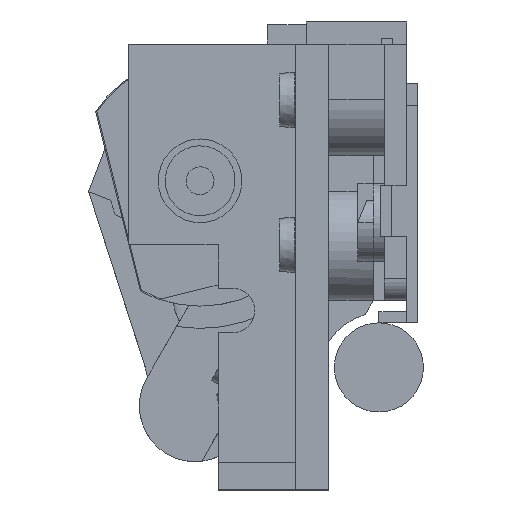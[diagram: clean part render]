
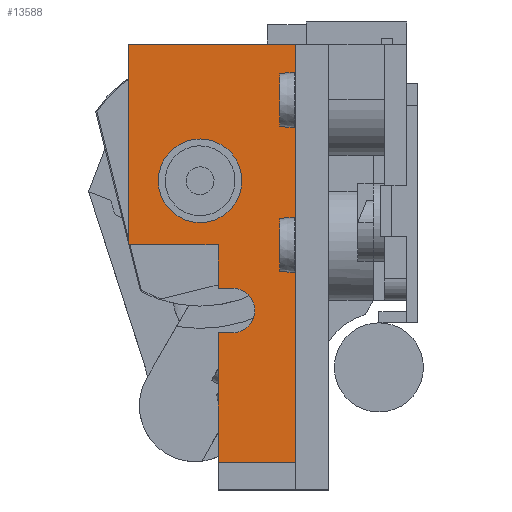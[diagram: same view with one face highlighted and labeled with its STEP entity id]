
A CAD part, left-side view. The second image highlights one B-rep face of the part: STEP entity #13588.
In plain terms, the highlighted face is planar.
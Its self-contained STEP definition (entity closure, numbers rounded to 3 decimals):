
#58 = DIRECTION ( 'NONE',  ( 1., 0., 0. ) ) ;
#84 = CARTESIAN_POINT ( 'NONE',  ( -5., 18., -18. ) ) ;
#347 = VERTEX_POINT ( 'NONE', #16964 ) ;
#375 = VERTEX_POINT ( 'NONE', #12000 ) ;
#522 = DIRECTION ( 'NONE',  ( 0., -1., 0. ) ) ;
#527 = DIRECTION ( 'NONE',  ( 0., 0., -1. ) ) ;
#548 = DIRECTION ( 'NONE',  ( 1., 0., 0. ) ) ;
#655 = LINE ( 'NONE', #13623, #5644 ) ;
#1103 = VECTOR ( 'NONE', #522, 1000. ) ;
#1251 = VERTEX_POINT ( 'NONE', #4345 ) ;
#1877 = CIRCLE ( 'NONE', #7936, 3.75 ) ;
#1961 = VERTEX_POINT ( 'NONE', #11383 ) ;
#1992 = CARTESIAN_POINT ( 'NONE',  ( -5., 18., 0. ) ) ;
#2221 = LINE ( 'NONE', #10126, #2687 ) ;
#2378 = CARTESIAN_POINT ( 'NONE',  ( -5., 18., -18. ) ) ;
#2565 = CARTESIAN_POINT ( 'NONE',  ( -5., 3., -13. ) ) ;
#2687 = VECTOR ( 'NONE', #8659, 1000. ) ;
#2909 = CARTESIAN_POINT ( 'NONE',  ( -5., 8.642, 7.894 ) ) ;
#3323 = DIRECTION ( 'NONE',  ( 0., 0., -1. ) ) ;
#3470 = DIRECTION ( 'NONE',  ( 0., 0., -1. ) ) ;
#3493 = DIRECTION ( 'NONE',  ( 0., 1., 0. ) ) ;
#3548 = CARTESIAN_POINT ( 'NONE',  ( -5., 3., -18. ) ) ;
#3561 = ORIENTED_EDGE ( 'NONE', *, *, #12681, .F. ) ;
#3618 = EDGE_CURVE ( 'NONE', #4323, #12543, #15970, .T. ) ;
#3710 = CARTESIAN_POINT ( 'NONE',  ( -5., 9.928, 19.5 ) ) ;
#3736 = CIRCLE ( 'NONE', #12201, 3.75 ) ;
#3809 = CARTESIAN_POINT ( 'NONE',  ( -5., 8.642, 5.894 ) ) ;
#4005 = ORIENTED_EDGE ( 'NONE', *, *, #4344, .F. ) ;
#4323 = VERTEX_POINT ( 'NONE', #13025 ) ;
#4344 = EDGE_CURVE ( 'NONE', #1251, #19469, #3736, .T. ) ;
#4345 = CARTESIAN_POINT ( 'NONE',  ( -5., 11.545, -9.5 ) ) ;
#4620 = FACE_OUTER_BOUND ( 'NONE', #13065, .T. ) ;
#4719 = DIRECTION ( 'NONE',  ( 0., 0., 1. ) ) ;
#4930 = DIRECTION ( 'NONE',  ( 0., 0., 1. ) ) ;
#5354 = VERTEX_POINT ( 'NONE', #2909 ) ;
#5644 = VECTOR ( 'NONE', #3493, 1000. ) ;
#5710 = EDGE_CURVE ( 'NONE', #13716, #9249, #9314, .T. ) ;
#6302 = VECTOR ( 'NONE', #4719, 1000. ) ;
#6549 = CIRCLE ( 'NONE', #18358, 2. ) ;
#6947 = VECTOR ( 'NONE', #15258, 1000. ) ;
#7353 = VERTEX_POINT ( 'NONE', #17137 ) ;
#7424 = DIRECTION ( 'NONE',  ( 0., 0., 1. ) ) ;
#7517 = ORIENTED_EDGE ( 'NONE', *, *, #12947, .T. ) ;
#7918 = ORIENTED_EDGE ( 'NONE', *, *, #8901, .F. ) ;
#7936 = AXIS2_PLACEMENT_3D ( 'NONE', #8433, #18262, #527 ) ;
#7996 = CARTESIAN_POINT ( 'NONE',  ( -5., 9.928, 19.5 ) ) ;
#8205 = DIRECTION ( 'NONE',  ( -1., 0., 0. ) ) ;
#8433 = CARTESIAN_POINT ( 'NONE',  ( -5., 11.545, -5.75 ) ) ;
#8531 = ORIENTED_EDGE ( 'NONE', *, *, #13621, .T. ) ;
#8630 = ORIENTED_EDGE ( 'NONE', *, *, #17461, .T. ) ;
#8659 = DIRECTION ( 'NONE',  ( 0., -1., 0. ) ) ;
#8901 = EDGE_CURVE ( 'NONE', #5354, #1961, #6549, .T. ) ;
#9249 = VERTEX_POINT ( 'NONE', #9791 ) ;
#9280 = EDGE_CURVE ( 'NONE', #4323, #375, #11395, .T. ) ;
#9314 = LINE ( 'NONE', #2565, #20036 ) ;
#9758 = ORIENTED_EDGE ( 'NONE', *, *, #5710, .F. ) ;
#9791 = CARTESIAN_POINT ( 'NONE',  ( -5., 3., 19.5 ) ) ;
#9883 = DIRECTION ( 'NONE',  ( 0., 0., 1. ) ) ;
#10126 = CARTESIAN_POINT ( 'NONE',  ( -5., 8.642, 7.894 ) ) ;
#10506 = EDGE_CURVE ( 'NONE', #19469, #1251, #1877, .T. ) ;
#10848 = ORIENTED_EDGE ( 'NONE', *, *, #9280, .T. ) ;
#11383 = CARTESIAN_POINT ( 'NONE',  ( -5., 8.642, 3.894 ) ) ;
#11395 = LINE ( 'NONE', #1992, #1103 ) ;
#11795 = EDGE_CURVE ( 'NONE', #1961, #347, #655, .T. ) ;
#12000 = CARTESIAN_POINT ( 'NONE',  ( -5., 9.928, 0. ) ) ;
#12201 = AXIS2_PLACEMENT_3D ( 'NONE', #17811, #58, #3323 ) ;
#12226 = VECTOR ( 'NONE', #3470, 1000. ) ;
#12543 = VERTEX_POINT ( 'NONE', #13571 ) ;
#12681 = EDGE_CURVE ( 'NONE', #12543, #13716, #20239, .T. ) ;
#12947 = EDGE_CURVE ( 'NONE', #16517, #9249, #18499, .T. ) ;
#13025 = CARTESIAN_POINT ( 'NONE',  ( -5., 18., 0. ) ) ;
#13065 = EDGE_LOOP ( 'NONE', ( #7918, #20007, #8531, #7517, #9758, #3561, #18739, #10848, #8630, #14887 ) ) ;
#13571 = CARTESIAN_POINT ( 'NONE',  ( -5., 18., -18. ) ) ;
#13588 = ADVANCED_FACE ( 'NONE', ( #14638, #4620 ), #19096, .F. ) ;
#13621 = EDGE_CURVE ( 'NONE', #7353, #16517, #20797, .T. ) ;
#13623 = CARTESIAN_POINT ( 'NONE',  ( -5., 9.928, 3.894 ) ) ;
#13716 = VERTEX_POINT ( 'NONE', #3548 ) ;
#14638 = FACE_BOUND ( 'NONE', #15825, .T. ) ;
#14887 = ORIENTED_EDGE ( 'NONE', *, *, #11795, .F. ) ;
#15258 = DIRECTION ( 'NONE',  ( 0., -1., 0. ) ) ;
#15279 = VECTOR ( 'NONE', #9883, 1000. ) ;
#15825 = EDGE_LOOP ( 'NONE', ( #4005, #20257 ) ) ;
#15970 = LINE ( 'NONE', #20637, #12226 ) ;
#16176 = DIRECTION ( 'NONE',  ( 0., 0., -1. ) ) ;
#16517 = VERTEX_POINT ( 'NONE', #20457 ) ;
#16651 = CARTESIAN_POINT ( 'NONE',  ( -5., 9.928, 19.5 ) ) ;
#16964 = CARTESIAN_POINT ( 'NONE',  ( -5., 9.928, 3.894 ) ) ;
#17137 = CARTESIAN_POINT ( 'NONE',  ( -5., 9.928, 7.894 ) ) ;
#17461 = EDGE_CURVE ( 'NONE', #375, #347, #18240, .T. ) ;
#17788 = AXIS2_PLACEMENT_3D ( 'NONE', #84, #8205, #4930 ) ;
#17811 = CARTESIAN_POINT ( 'NONE',  ( -5., 11.545, -5.75 ) ) ;
#18240 = LINE ( 'NONE', #16651, #15279 ) ;
#18262 = DIRECTION ( 'NONE',  ( 1., 0., 0. ) ) ;
#18287 = DIRECTION ( 'NONE',  ( 0., -1., 0. ) ) ;
#18358 = AXIS2_PLACEMENT_3D ( 'NONE', #3809, #548, #16176 ) ;
#18499 = LINE ( 'NONE', #3710, #19781 ) ;
#18739 = ORIENTED_EDGE ( 'NONE', *, *, #3618, .F. ) ;
#19096 = PLANE ( 'NONE',  #17788 ) ;
#19469 = VERTEX_POINT ( 'NONE', #19857 ) ;
#19781 = VECTOR ( 'NONE', #18287, 1000. ) ;
#19857 = CARTESIAN_POINT ( 'NONE',  ( -5., 11.545, -2. ) ) ;
#20007 = ORIENTED_EDGE ( 'NONE', *, *, #20748, .F. ) ;
#20036 = VECTOR ( 'NONE', #7424, 1000. ) ;
#20239 = LINE ( 'NONE', #2378, #6947 ) ;
#20257 = ORIENTED_EDGE ( 'NONE', *, *, #10506, .F. ) ;
#20457 = CARTESIAN_POINT ( 'NONE',  ( -5., 9.928, 19.5 ) ) ;
#20637 = CARTESIAN_POINT ( 'NONE',  ( -5., 18., -18. ) ) ;
#20748 = EDGE_CURVE ( 'NONE', #7353, #5354, #2221, .T. ) ;
#20797 = LINE ( 'NONE', #7996, #6302 ) ;
